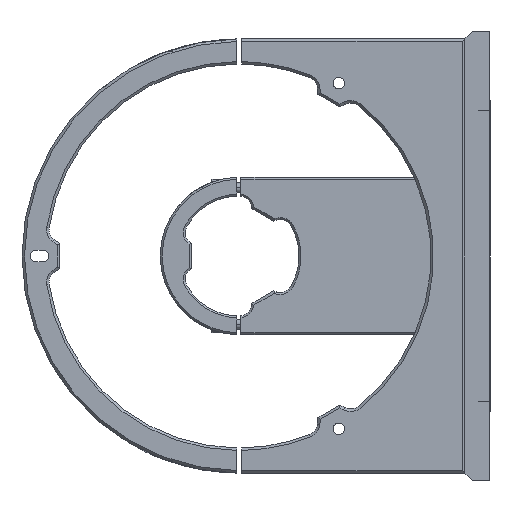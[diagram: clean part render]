
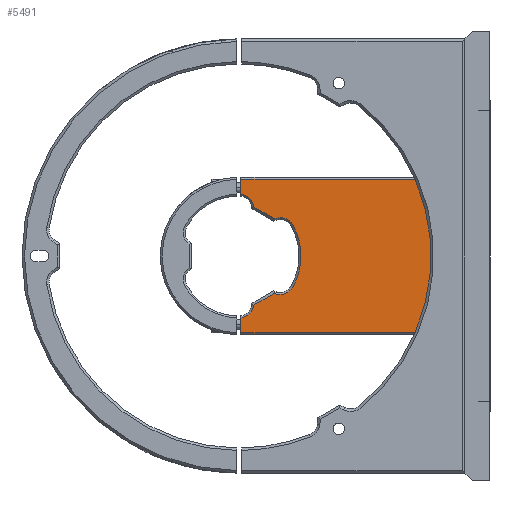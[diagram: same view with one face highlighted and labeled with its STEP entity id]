
A CAD part, left-side view. The second image highlights one B-rep face of the part: STEP entity #5491.
In plain terms, the highlighted planar face has unit normal (-1, 0, 0).
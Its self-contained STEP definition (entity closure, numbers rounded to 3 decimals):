
#97 = DIRECTION ( 'NONE',  ( 1., 0., 0. ) ) ;
#246 = VECTOR ( 'NONE', #6405, 1000. ) ;
#529 = ORIENTED_EDGE ( 'NONE', *, *, #4654, .F. ) ;
#637 = AXIS2_PLACEMENT_3D ( 'NONE', #2040, #8420, #3028 ) ;
#799 = EDGE_CURVE ( 'NONE', #7586, #968, #1360, .T. ) ;
#968 = VERTEX_POINT ( 'NONE', #6364 ) ;
#989 = CARTESIAN_POINT ( 'NONE',  ( 255., 26.375, 18.9 ) ) ;
#1181 = VERTEX_POINT ( 'NONE', #9969 ) ;
#1237 = CIRCLE ( 'NONE', #8093, 5.8 ) ;
#1360 = LINE ( 'NONE', #4395, #4312 ) ;
#1364 = VERTEX_POINT ( 'NONE', #3125 ) ;
#1428 = DIRECTION ( 'NONE',  ( 0., 1., 0. ) ) ;
#1644 = EDGE_LOOP ( 'NONE', ( #8442, #3134, #2867, #529, #1727, #5949, #6498, #2458, #3639, #3654, #4833, #5321, #7737 ) ) ;
#1727 = ORIENTED_EDGE ( 'NONE', *, *, #6345, .T. ) ;
#1830 = CARTESIAN_POINT ( 'NONE',  ( 255., 26.473, 0. ) ) ;
#1899 = AXIS2_PLACEMENT_3D ( 'NONE', #7268, #97, #3389 ) ;
#1913 = VERTEX_POINT ( 'NONE', #6687 ) ;
#1986 = EDGE_CURVE ( 'NONE', #4992, #7586, #5144, .T. ) ;
#2040 = CARTESIAN_POINT ( 'NONE',  ( 255., 10.154, -9.535 ) ) ;
#2139 = LINE ( 'NONE', #10019, #5406 ) ;
#2192 = VERTEX_POINT ( 'NONE', #9456 ) ;
#2198 = CARTESIAN_POINT ( 'NONE',  ( 255., 26.473, 30.6 ) ) ;
#2265 = VECTOR ( 'NONE', #8736, 1000. ) ;
#2396 = AXIS2_PLACEMENT_3D ( 'NONE', #4848, #2552, #5006 ) ;
#2458 = ORIENTED_EDGE ( 'NONE', *, *, #2706, .F. ) ;
#2552 = DIRECTION ( 'NONE',  ( 1., 0., 0. ) ) ;
#2632 = VERTEX_POINT ( 'NONE', #5123 ) ;
#2706 = EDGE_CURVE ( 'NONE', #2192, #1181, #2139, .T. ) ;
#2867 = ORIENTED_EDGE ( 'NONE', *, *, #3207, .T. ) ;
#2881 = VECTOR ( 'NONE', #1428, 1000. ) ;
#3014 = EDGE_CURVE ( 'NONE', #1913, #4992, #6899, .T. ) ;
#3028 = DIRECTION ( 'NONE',  ( 0., 0., -1. ) ) ;
#3125 = CARTESIAN_POINT ( 'NONE',  ( 255., -63.527, -30.6 ) ) ;
#3134 = ORIENTED_EDGE ( 'NONE', *, *, #799, .T. ) ;
#3207 = EDGE_CURVE ( 'NONE', #968, #2632, #1237, .T. ) ;
#3322 = CARTESIAN_POINT ( 'NONE',  ( 255., 20.617, 19.598 ) ) ;
#3389 = DIRECTION ( 'NONE',  ( 0., 0., -1. ) ) ;
#3391 = VECTOR ( 'NONE', #6852, 1000. ) ;
#3531 = DIRECTION ( 'NONE',  ( 0., -1., 0. ) ) ;
#3639 = ORIENTED_EDGE ( 'NONE', *, *, #4252, .T. ) ;
#3654 = ORIENTED_EDGE ( 'NONE', *, *, #8518, .T. ) ;
#3668 = CARTESIAN_POINT ( 'NONE',  ( 255., 13.039, 15.222 ) ) ;
#3746 = DIRECTION ( 'NONE',  ( 1., 0., 0. ) ) ;
#3754 = VERTEX_POINT ( 'NONE', #3322 ) ;
#3866 = CARTESIAN_POINT ( 'NONE',  ( 255., 5.147, -12.461 ) ) ;
#3955 = DIRECTION ( 'NONE',  ( 0., 0., -1. ) ) ;
#4175 = VERTEX_POINT ( 'NONE', #8799 ) ;
#4189 = EDGE_CURVE ( 'NONE', #4175, #1364, #5705, .T. ) ;
#4252 = EDGE_CURVE ( 'NONE', #2192, #3754, #4417, .T. ) ;
#4312 = VECTOR ( 'NONE', #7592, 1000. ) ;
#4392 = CARTESIAN_POINT ( 'NONE',  ( 255., 12.429, -14.87 ) ) ;
#4395 = CARTESIAN_POINT ( 'NONE',  ( 255., 20.007, -19.246 ) ) ;
#4417 = CIRCLE ( 'NONE', #4920, 5.8 ) ;
#4477 = CARTESIAN_POINT ( 'NONE',  ( 255., 26.473, -30.6 ) ) ;
#4535 = DIRECTION ( 'NONE',  ( 0., 0., 1. ) ) ;
#4646 = CARTESIAN_POINT ( 'NONE',  ( 255., 12.429, 14.87 ) ) ;
#4654 = EDGE_CURVE ( 'NONE', #7087, #2632, #7539, .T. ) ;
#4833 = ORIENTED_EDGE ( 'NONE', *, *, #8965, .T. ) ;
#4848 = CARTESIAN_POINT ( 'NONE',  ( 255., 10.154, 9.535 ) ) ;
#4869 = CARTESIAN_POINT ( 'NONE',  ( 255., -63.527, 30.6 ) ) ;
#4912 = FACE_OUTER_BOUND ( 'NONE', #1644, .T. ) ;
#4920 = AXIS2_PLACEMENT_3D ( 'NONE', #989, #8152, #7207 ) ;
#4992 = VERTEX_POINT ( 'NONE', #3866 ) ;
#5006 = DIRECTION ( 'NONE',  ( 0., 0., -1. ) ) ;
#5056 = DIRECTION ( 'NONE',  ( 1., 0., 0. ) ) ;
#5123 = CARTESIAN_POINT ( 'NONE',  ( 255., 25.723, -24.663 ) ) ;
#5144 = CIRCLE ( 'NONE', #637, 5.8 ) ;
#5223 = EDGE_CURVE ( 'NONE', #6004, #1913, #7445, .T. ) ;
#5310 = VERTEX_POINT ( 'NONE', #4646 ) ;
#5321 = ORIENTED_EDGE ( 'NONE', *, *, #5223, .T. ) ;
#5406 = VECTOR ( 'NONE', #4535, 1000. ) ;
#5491 = ADVANCED_FACE ( 'NONE', ( #4912 ), #8254, .F. ) ;
#5705 = LINE ( 'NONE', #4869, #2265 ) ;
#5794 = DIRECTION ( 'NONE',  ( 0., 0., -1. ) ) ;
#5949 = ORIENTED_EDGE ( 'NONE', *, *, #4189, .F. ) ;
#6004 = VERTEX_POINT ( 'NONE', #6513 ) ;
#6161 = DIRECTION ( 'NONE',  ( 0., 0., -1. ) ) ;
#6345 = EDGE_CURVE ( 'NONE', #7087, #1364, #7671, .T. ) ;
#6364 = CARTESIAN_POINT ( 'NONE',  ( 255., 20.617, -19.598 ) ) ;
#6405 = DIRECTION ( 'NONE',  ( 0., 0., 1. ) ) ;
#6498 = ORIENTED_EDGE ( 'NONE', *, *, #7350, .T. ) ;
#6513 = CARTESIAN_POINT ( 'NONE',  ( 255., 10.154, 15.335 ) ) ;
#6687 = CARTESIAN_POINT ( 'NONE',  ( 255., 5.147, 12.461 ) ) ;
#6757 = VECTOR ( 'NONE', #3531, 1000. ) ;
#6852 = DIRECTION ( 'NONE',  ( 0., -0.866, -0.5 ) ) ;
#6899 = CIRCLE ( 'NONE', #1899, 24.7 ) ;
#7010 = LINE ( 'NONE', #2198, #2881 ) ;
#7087 = VERTEX_POINT ( 'NONE', #8901 ) ;
#7207 = DIRECTION ( 'NONE',  ( 0., 0., -1. ) ) ;
#7258 = CARTESIAN_POINT ( 'NONE',  ( 255., 25.723, 65.904 ) ) ;
#7268 = CARTESIAN_POINT ( 'NONE',  ( 255., 26.473, 0. ) ) ;
#7350 = EDGE_CURVE ( 'NONE', #4175, #1181, #7010, .T. ) ;
#7445 = CIRCLE ( 'NONE', #7608, 5.8 ) ;
#7539 = LINE ( 'NONE', #7258, #246 ) ;
#7579 = CIRCLE ( 'NONE', #2396, 5.8 ) ;
#7586 = VERTEX_POINT ( 'NONE', #4392 ) ;
#7592 = DIRECTION ( 'NONE',  ( 0., 0.866, -0.5 ) ) ;
#7608 = AXIS2_PLACEMENT_3D ( 'NONE', #7640, #9294, #6161 ) ;
#7640 = CARTESIAN_POINT ( 'NONE',  ( 255., 10.154, 9.535 ) ) ;
#7671 = LINE ( 'NONE', #4477, #6757 ) ;
#7737 = ORIENTED_EDGE ( 'NONE', *, *, #3014, .T. ) ;
#8093 = AXIS2_PLACEMENT_3D ( 'NONE', #8394, #3746, #3955 ) ;
#8152 = DIRECTION ( 'NONE',  ( 1., 0., 0. ) ) ;
#8254 = PLANE ( 'NONE',  #8274 ) ;
#8274 = AXIS2_PLACEMENT_3D ( 'NONE', #1830, #5056, #5794 ) ;
#8394 = CARTESIAN_POINT ( 'NONE',  ( 255., 26.375, -18.9 ) ) ;
#8420 = DIRECTION ( 'NONE',  ( 1., 0., 0. ) ) ;
#8442 = ORIENTED_EDGE ( 'NONE', *, *, #1986, .T. ) ;
#8518 = EDGE_CURVE ( 'NONE', #3754, #5310, #10035, .T. ) ;
#8736 = DIRECTION ( 'NONE',  ( 0., 0., -1. ) ) ;
#8799 = CARTESIAN_POINT ( 'NONE',  ( 255., -63.527, 30.6 ) ) ;
#8901 = CARTESIAN_POINT ( 'NONE',  ( 255., 25.723, -30.6 ) ) ;
#8965 = EDGE_CURVE ( 'NONE', #5310, #6004, #7579, .T. ) ;
#9294 = DIRECTION ( 'NONE',  ( 1., 0., 0. ) ) ;
#9456 = CARTESIAN_POINT ( 'NONE',  ( 255., 25.723, 24.663 ) ) ;
#9969 = CARTESIAN_POINT ( 'NONE',  ( 255., 25.723, 30.6 ) ) ;
#10019 = CARTESIAN_POINT ( 'NONE',  ( 255., 25.723, 65.904 ) ) ;
#10035 = LINE ( 'NONE', #3668, #3391 ) ;
